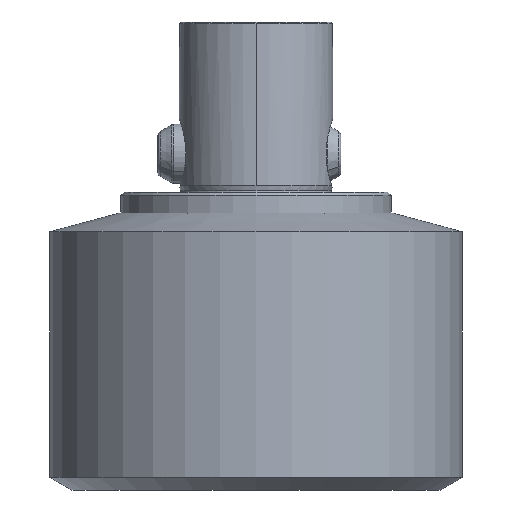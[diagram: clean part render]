
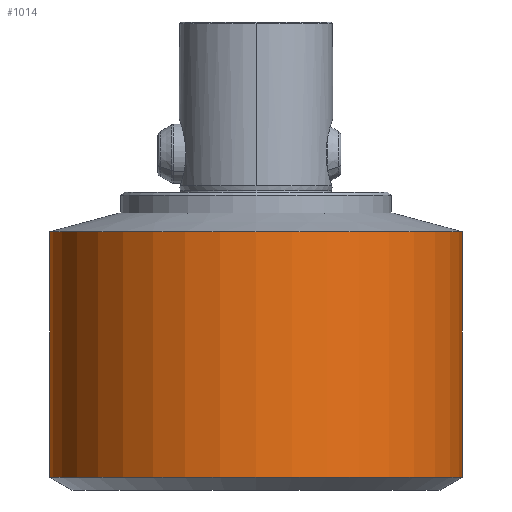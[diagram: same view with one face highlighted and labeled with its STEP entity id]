
A CAD part, front view. The second image highlights one B-rep face of the part: STEP entity #1014.
In plain terms, the highlighted cylindrical face has radius 48.5 mm (diameter 97 mm), a partial arc.
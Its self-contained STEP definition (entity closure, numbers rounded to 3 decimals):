
#624=VERTEX_POINT('NONE',#1510);
#660=VERTEX_POINT('NONE',#1551);
#736=VERTEX_POINT('NONE',#1636);
#942=EDGE_CURVE('NONE',#624,#1242,#1867,.T.);
#974=EDGE_CURVE('NONE',#1242,#736,#1902,.T.);
#1014=ADVANCED_FACE('NONE',(#1948),#1949,.T.);
#1242=VERTEX_POINT('NONE',#2206);
#1254=EDGE_CURVE('NONE',#624,#660,#2219,.T.);
#1270=EDGE_CURVE('NONE',#660,#736,#2236,.T.);
#1510=CARTESIAN_POINT('',(48.5,0.,-9.321));
#1551=CARTESIAN_POINT('',(-48.5,0.0,-9.321));
#1636=CARTESIAN_POINT('',(-48.5,0.,-67.0));
#1867=LINE('',#3342,#3343);
#1902=CIRCLE('',#3393,48.5);
#1948=FACE_OUTER_BOUND('',#3449,.T.);
#1949=CYLINDRICAL_SURFACE('',#3450,48.5);
#2206=CARTESIAN_POINT('',(48.5,0.0,-67.0));
#2219=CIRCLE('',#3915,48.5);
#2236=LINE('',#3937,#3938);
#3342=CARTESIAN_POINT('',(48.5,0.,-70.0));
#3343=VECTOR('',#4792,1000.0);
#3393=AXIS2_PLACEMENT_3D('',#4839,#4840,#4841);
#3449=EDGE_LOOP('',(#4906,#4907,#4908,#4909));
#3450=AXIS2_PLACEMENT_3D('',#4910,#4911,#4912);
#3915=AXIS2_PLACEMENT_3D('',#5246,#5247,#5248);
#3937=CARTESIAN_POINT('',(-48.5,0.0,-70.0));
#3938=VECTOR('',#5257,1000.0);
#4792=DIRECTION('',(0.,0.0,-1.0));
#4839=CARTESIAN_POINT('',(0.,0.0,-67.0));
#4840=DIRECTION('',(0.0,0.0,-1.0));
#4841=DIRECTION('',(-1.0,0.0,0.0));
#4906=ORIENTED_EDGE('',*,*,#942,.F.);
#4907=ORIENTED_EDGE('',*,*,#1254,.T.);
#4908=ORIENTED_EDGE('',*,*,#1270,.T.);
#4909=ORIENTED_EDGE('',*,*,#974,.F.);
#4910=CARTESIAN_POINT('',(0.0,0.0,-70.0));
#4911=DIRECTION('',(-0.0,-0.0,-1.0));
#4912=DIRECTION('',(-1.0,0.0,0.0));
#5246=CARTESIAN_POINT('',(0.,0.0,-9.321));
#5247=DIRECTION('',(0.,0.0,-1.0));
#5248=DIRECTION('',(-1.0,0.0,0.));
#5257=DIRECTION('',(0.,0.0,-1.0));
